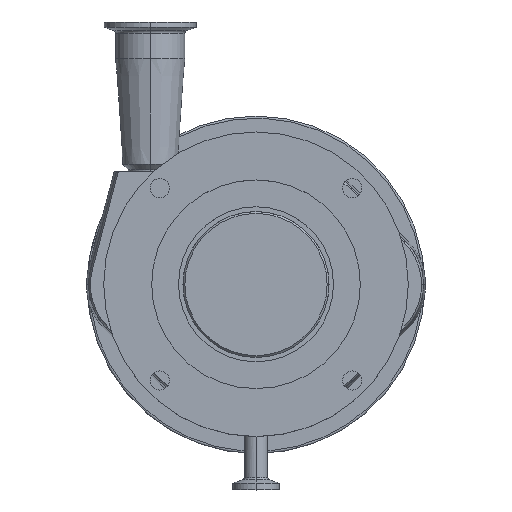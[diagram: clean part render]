
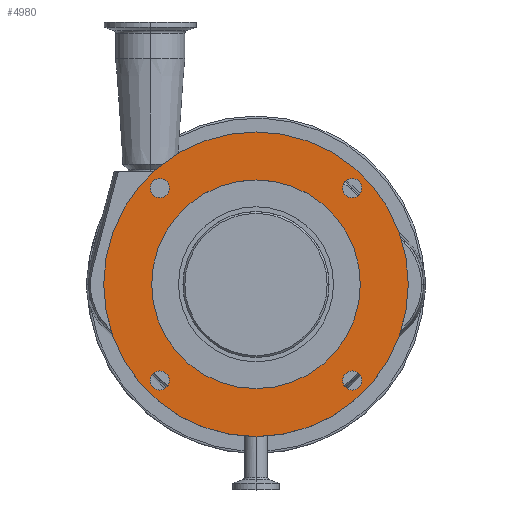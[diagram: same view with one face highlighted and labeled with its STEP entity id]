
A CAD part, top view. The second image highlights one B-rep face of the part: STEP entity #4980.
In plain terms, the highlighted planar face has unit normal (0, 0, 1).
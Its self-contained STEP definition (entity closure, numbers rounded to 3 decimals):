
#13 = CIRCLE ( 'NONE', #3306, 5.25 ) ;
#202 = DIRECTION ( 'NONE',  ( 1., 0., 0. ) ) ;
#239 = CARTESIAN_POINT ( 'NONE',  ( 52.759, 52.759, -5.5 ) ) ;
#330 = EDGE_LOOP ( 'NONE', ( #1877, #476 ) ) ;
#367 = DIRECTION ( 'NONE',  ( 1., 0., 0. ) ) ;
#370 = CIRCLE ( 'NONE', #7510, 57.2 ) ;
#455 = EDGE_CURVE ( 'NONE', #6116, #4801, #4531, .T. ) ;
#476 = ORIENTED_EDGE ( 'NONE', *, *, #2855, .F. ) ;
#506 = EDGE_CURVE ( 'NONE', #5996, #770, #13, .T. ) ;
#568 = VERTEX_POINT ( 'NONE', #1947 ) ;
#632 = FACE_BOUND ( 'NONE', #3659, .T. ) ;
#638 = DIRECTION ( 'NONE',  ( 1., 0., 0. ) ) ;
#716 = AXIS2_PLACEMENT_3D ( 'NONE', #3583, #5553, #7537 ) ;
#770 = VERTEX_POINT ( 'NONE', #5449 ) ;
#793 = EDGE_CURVE ( 'NONE', #6322, #4960, #1926, .T. ) ;
#873 = DIRECTION ( 'NONE',  ( 1., 0., 0. ) ) ;
#997 = DIRECTION ( 'NONE',  ( 1., 0., 0. ) ) ;
#1046 = CARTESIAN_POINT ( 'NONE',  ( -52.759, 52.759, -5.5 ) ) ;
#1055 = ORIENTED_EDGE ( 'NONE', *, *, #2340, .F. ) ;
#1130 = DIRECTION ( 'NONE',  ( 0., 0., 1. ) ) ;
#1224 = FACE_BOUND ( 'NONE', #2312, .T. ) ;
#1226 = EDGE_LOOP ( 'NONE', ( #2270, #1055 ) ) ;
#1877 = ORIENTED_EDGE ( 'NONE', *, *, #4391, .F. ) ;
#1926 = CIRCLE ( 'NONE', #2613, 5.25 ) ;
#1947 = CARTESIAN_POINT ( 'NONE',  ( 47.509, 52.759, -5.5 ) ) ;
#1955 = PLANE ( 'NONE',  #7483 ) ;
#2200 = ORIENTED_EDGE ( 'NONE', *, *, #4165, .F. ) ;
#2251 = CARTESIAN_POINT ( 'NONE',  ( 0., 0., -5.5 ) ) ;
#2270 = ORIENTED_EDGE ( 'NONE', *, *, #3279, .F. ) ;
#2275 = CARTESIAN_POINT ( 'NONE',  ( 0., 0., -5.5 ) ) ;
#2312 = EDGE_LOOP ( 'NONE', ( #5784, #6276 ) ) ;
#2340 = EDGE_CURVE ( 'NONE', #568, #4010, #2535, .T. ) ;
#2440 = AXIS2_PLACEMENT_3D ( 'NONE', #8349, #1130, #3762 ) ;
#2535 = CIRCLE ( 'NONE', #5322, 5.25 ) ;
#2559 = DIRECTION ( 'NONE',  ( 0., 0., 1. ) ) ;
#2595 = FACE_OUTER_BOUND ( 'NONE', #6401, .T. ) ;
#2613 = AXIS2_PLACEMENT_3D ( 'NONE', #2776, #8066, #4164 ) ;
#2724 = AXIS2_PLACEMENT_3D ( 'NONE', #239, #5364, #202 ) ;
#2776 = CARTESIAN_POINT ( 'NONE',  ( 52.759, -52.759, -5.5 ) ) ;
#2846 = CARTESIAN_POINT ( 'NONE',  ( 52.759, 52.759, -5.5 ) ) ;
#2855 = EDGE_CURVE ( 'NONE', #3448, #5571, #370, .T. ) ;
#2876 = DIRECTION ( 'NONE',  ( 0., 0., 1. ) ) ;
#3023 = DIRECTION ( 'NONE',  ( 0., 0., 1. ) ) ;
#3260 = FACE_BOUND ( 'NONE', #1226, .T. ) ;
#3279 = EDGE_CURVE ( 'NONE', #4010, #568, #6866, .T. ) ;
#3306 = AXIS2_PLACEMENT_3D ( 'NONE', #1046, #6273, #367 ) ;
#3448 = VERTEX_POINT ( 'NONE', #5347 ) ;
#3513 = CIRCLE ( 'NONE', #4605, 83.5 ) ;
#3583 = CARTESIAN_POINT ( 'NONE',  ( -52.759, -52.759, -5.5 ) ) ;
#3628 = CARTESIAN_POINT ( 'NONE',  ( -83.5, 0., -5.5 ) ) ;
#3659 = EDGE_LOOP ( 'NONE', ( #7843, #7834 ) ) ;
#3762 = DIRECTION ( 'NONE',  ( 1., 0., 0. ) ) ;
#3774 = VERTEX_POINT ( 'NONE', #7229 ) ;
#3791 = ORIENTED_EDGE ( 'NONE', *, *, #7491, .F. ) ;
#3876 = ORIENTED_EDGE ( 'NONE', *, *, #455, .T. ) ;
#4010 = VERTEX_POINT ( 'NONE', #7141 ) ;
#4078 = AXIS2_PLACEMENT_3D ( 'NONE', #7433, #2876, #4720 ) ;
#4154 = AXIS2_PLACEMENT_3D ( 'NONE', #7757, #3023, #4479 ) ;
#4164 = DIRECTION ( 'NONE',  ( 1., 0., 0. ) ) ;
#4165 = EDGE_CURVE ( 'NONE', #3774, #6361, #6316, .T. ) ;
#4236 = DIRECTION ( 'NONE',  ( 0., 0., 1. ) ) ;
#4391 = EDGE_CURVE ( 'NONE', #5571, #3448, #6045, .T. ) ;
#4458 = CARTESIAN_POINT ( 'NONE',  ( 47.509, -52.759, -5.5 ) ) ;
#4479 = DIRECTION ( 'NONE',  ( 1., 0., 0. ) ) ;
#4531 = CIRCLE ( 'NONE', #6746, 83.5 ) ;
#4581 = CARTESIAN_POINT ( 'NONE',  ( 0., 0., -5.5 ) ) ;
#4605 = AXIS2_PLACEMENT_3D ( 'NONE', #4629, #2559, #638 ) ;
#4629 = CARTESIAN_POINT ( 'NONE',  ( 0., 0., -5.5 ) ) ;
#4650 = DIRECTION ( 'NONE',  ( 0., 0., 1. ) ) ;
#4720 = DIRECTION ( 'NONE',  ( 1., 0., 0. ) ) ;
#4801 = VERTEX_POINT ( 'NONE', #6078 ) ;
#4893 = DIRECTION ( 'NONE',  ( 0., 0., 1. ) ) ;
#4960 = VERTEX_POINT ( 'NONE', #4458 ) ;
#4980 = ADVANCED_FACE ( 'NONE', ( #1224, #8401, #632, #3260, #2595, #5238 ), #1955, .T. ) ;
#5172 = CARTESIAN_POINT ( 'NONE',  ( 58.009, -52.759, -5.5 ) ) ;
#5238 = FACE_BOUND ( 'NONE', #330, .T. ) ;
#5284 = DIRECTION ( 'NONE',  ( 1., 0., 0. ) ) ;
#5313 = CARTESIAN_POINT ( 'NONE',  ( 0., 0., -5.5 ) ) ;
#5322 = AXIS2_PLACEMENT_3D ( 'NONE', #2846, #8094, #873 ) ;
#5347 = CARTESIAN_POINT ( 'NONE',  ( -57.2, 0., -5.5 ) ) ;
#5364 = DIRECTION ( 'NONE',  ( 0., 0., 1. ) ) ;
#5449 = CARTESIAN_POINT ( 'NONE',  ( -58.009, 52.759, -5.5 ) ) ;
#5553 = DIRECTION ( 'NONE',  ( 0., 0., 1. ) ) ;
#5571 = VERTEX_POINT ( 'NONE', #6097 ) ;
#5658 = CIRCLE ( 'NONE', #4154, 5.25 ) ;
#5748 = CARTESIAN_POINT ( 'NONE',  ( -58.009, -52.759, -5.5 ) ) ;
#5784 = ORIENTED_EDGE ( 'NONE', *, *, #506, .F. ) ;
#5996 = VERTEX_POINT ( 'NONE', #5998 ) ;
#5998 = CARTESIAN_POINT ( 'NONE',  ( -47.509, 52.759, -5.5 ) ) ;
#6045 = CIRCLE ( 'NONE', #7136, 57.2 ) ;
#6078 = CARTESIAN_POINT ( 'NONE',  ( 83.5, 0., -5.5 ) ) ;
#6097 = CARTESIAN_POINT ( 'NONE',  ( 57.2, 0., -5.5 ) ) ;
#6116 = VERTEX_POINT ( 'NONE', #3628 ) ;
#6273 = DIRECTION ( 'NONE',  ( 0., 0., 1. ) ) ;
#6276 = ORIENTED_EDGE ( 'NONE', *, *, #6828, .F. ) ;
#6281 = EDGE_LOOP ( 'NONE', ( #2200, #3791 ) ) ;
#6316 = CIRCLE ( 'NONE', #2440, 5.25 ) ;
#6322 = VERTEX_POINT ( 'NONE', #5172 ) ;
#6357 = EDGE_CURVE ( 'NONE', #4801, #6116, #3513, .T. ) ;
#6361 = VERTEX_POINT ( 'NONE', #5748 ) ;
#6401 = EDGE_LOOP ( 'NONE', ( #7660, #3876 ) ) ;
#6403 = CIRCLE ( 'NONE', #4078, 5.25 ) ;
#6746 = AXIS2_PLACEMENT_3D ( 'NONE', #2251, #4893, #6925 ) ;
#6828 = EDGE_CURVE ( 'NONE', #770, #5996, #6403, .T. ) ;
#6866 = CIRCLE ( 'NONE', #2724, 5.25 ) ;
#6925 = DIRECTION ( 'NONE',  ( 1., 0., 0. ) ) ;
#7136 = AXIS2_PLACEMENT_3D ( 'NONE', #2275, #4236, #997 ) ;
#7141 = CARTESIAN_POINT ( 'NONE',  ( 58.009, 52.759, -5.5 ) ) ;
#7219 = DIRECTION ( 'NONE',  ( 0., 0., 1. ) ) ;
#7229 = CARTESIAN_POINT ( 'NONE',  ( -47.509, -52.759, -5.5 ) ) ;
#7288 = DIRECTION ( 'NONE',  ( 1., 0., 0. ) ) ;
#7433 = CARTESIAN_POINT ( 'NONE',  ( -52.759, 52.759, -5.5 ) ) ;
#7483 = AXIS2_PLACEMENT_3D ( 'NONE', #4581, #7219, #5284 ) ;
#7491 = EDGE_CURVE ( 'NONE', #6361, #3774, #8395, .T. ) ;
#7510 = AXIS2_PLACEMENT_3D ( 'NONE', #5313, #4650, #7288 ) ;
#7537 = DIRECTION ( 'NONE',  ( 1., 0., 0. ) ) ;
#7660 = ORIENTED_EDGE ( 'NONE', *, *, #6357, .T. ) ;
#7757 = CARTESIAN_POINT ( 'NONE',  ( 52.759, -52.759, -5.5 ) ) ;
#7765 = EDGE_CURVE ( 'NONE', #4960, #6322, #5658, .T. ) ;
#7834 = ORIENTED_EDGE ( 'NONE', *, *, #7765, .F. ) ;
#7843 = ORIENTED_EDGE ( 'NONE', *, *, #793, .F. ) ;
#8066 = DIRECTION ( 'NONE',  ( 0., 0., 1. ) ) ;
#8094 = DIRECTION ( 'NONE',  ( 0., 0., 1. ) ) ;
#8349 = CARTESIAN_POINT ( 'NONE',  ( -52.759, -52.759, -5.5 ) ) ;
#8395 = CIRCLE ( 'NONE', #716, 5.25 ) ;
#8401 = FACE_BOUND ( 'NONE', #6281, .T. ) ;
